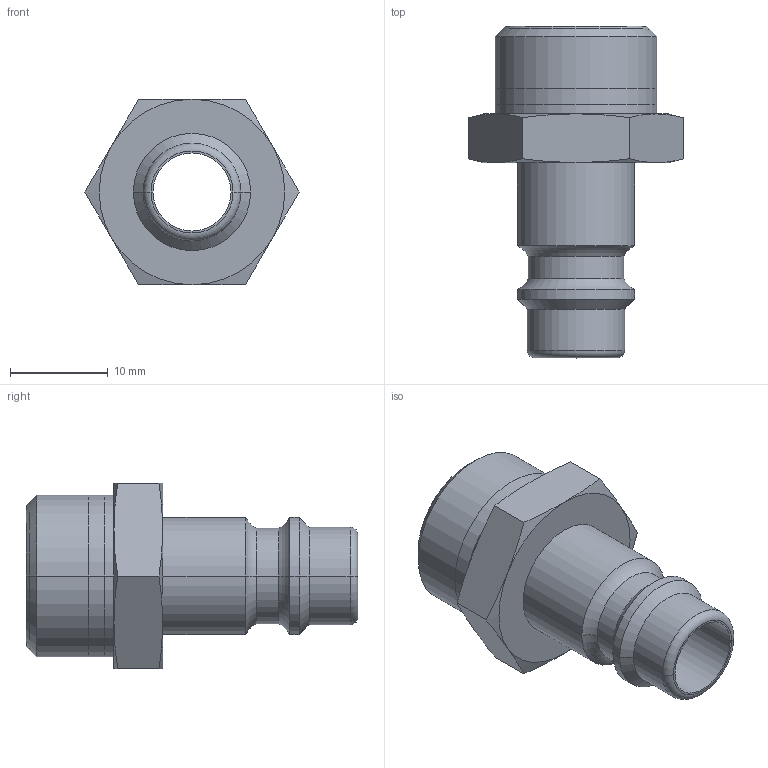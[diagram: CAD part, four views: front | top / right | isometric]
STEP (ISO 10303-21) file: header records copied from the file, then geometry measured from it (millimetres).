
FILE_DESCRIPTION((''),'2;1');
FILE_NAME('258019B_518M-3-8','2009-09-22T',('avs308'),(''),'PRO/ENGINEER BY PARAMETRIC TECHNOLOGY CORPORATION, 2008250','PRO/ENGINEER BY PARAMETRIC TECHNOLOGY CORPORATION, 2008250','');
FILE_SCHEMA(('CONFIG_CONTROL_DESIGN'));
Length unit declared in the file: millimetre
Products named in the file (1): 258019B_518M-3-8
Bounding box: 21.94 x 34 x 19 mm (x, y, z)
Volume: 3242.2 mm3; surface area: 3303.6 mm2
Topology: 1 solids, 3 shells, 54 faces, 116 edges, 68 vertices
Faces by surface type: cone 20, cylinder 16, plane 12, torus 6
Entity records: 1551 total; most frequent: CARTESIAN_POINT 335, DIRECTION 264, ORIENTED_EDGE 224, AXIS2_PLACEMENT_3D 117, EDGE_CURVE 116, VERTEX_POINT 68, CIRCLE 62, EDGE_LOOP 60
